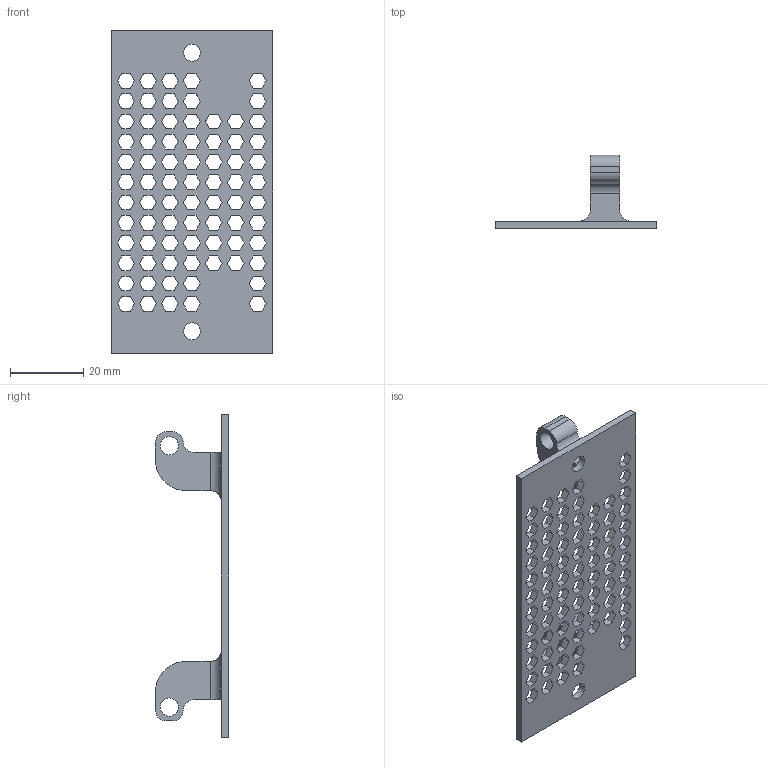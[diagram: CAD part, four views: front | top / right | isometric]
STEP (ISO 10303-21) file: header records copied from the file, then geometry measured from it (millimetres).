
FILE_DESCRIPTION(/* description */ (''),/* implementation_level */ '2;1');
FILE_NAME(/* name */ 'Fan Mount Blende v4.step',/* time_stamp */ '2021-10-19T16:28:22+02:00',/* author */ (''),/* organization */ (''),/* preprocessor_version */ 'ST-DEVELOPER v18.1',/* originating_system */ 'Autodesk Translation Framework v10.10.0.1391',/* authorisation */ '');
FILE_SCHEMA (('AUTOMOTIVE_DESIGN { 1 0 10303 214 3 1 1 }'));
Length unit declared in the file: millimetre
Products named in the file (1): Fan Mount Blende
Bounding box: 44.1 x 20.05 x 88.2 mm (x, y, z)
Volume: 8855.3 mm3; surface area: 9918.3 mm2
Topology: 1 solids, 1 shells, 493 faces, 1493 edges, 994 vertices
Faces by surface type: plane 475, cylinder 18
Full cylindrical faces by diameter (mm): 4.6 x2, 5 x2
Entity records: 16779 total; most frequent: ORIENTED_EDGE 2986, CARTESIAN_POINT 2981, DIRECTION 2543, EDGE_CURVE 1493, LINE 1431, VECTOR 1431, VERTEX_POINT 994, EDGE_LOOP 645
